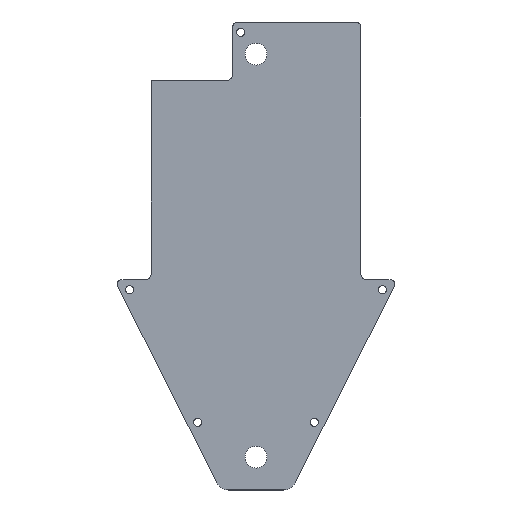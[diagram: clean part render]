
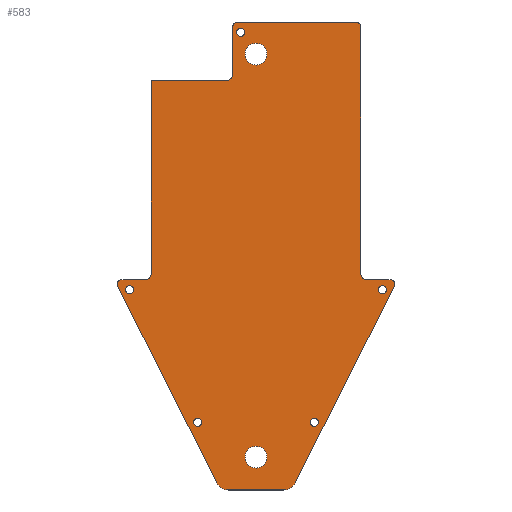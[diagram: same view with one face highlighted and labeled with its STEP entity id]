
A CAD part, top view. The second image highlights one B-rep face of the part: STEP entity #583.
In plain terms, the highlighted planar face has unit normal (0, 0, 1).
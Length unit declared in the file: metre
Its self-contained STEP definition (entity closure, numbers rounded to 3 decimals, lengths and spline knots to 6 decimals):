
#45=LINE('',#921,#84);
#46=LINE('',#923,#85);
#51=LINE('',#933,#90);
#52=LINE('',#935,#91);
#59=LINE('',#953,#98);
#62=LINE('',#963,#101);
#63=LINE('',#965,#102);
#66=LINE('',#971,#105);
#67=LINE('',#973,#106);
#69=LINE('',#977,#108);
#84=VECTOR('',#731,1.);
#85=VECTOR('',#734,1.);
#90=VECTOR('',#741,1.);
#91=VECTOR('',#744,1.);
#98=VECTOR('',#761,1.);
#101=VECTOR('',#774,1.);
#102=VECTOR('',#777,1.);
#105=VECTOR('',#782,1.);
#106=VECTOR('',#785,1.);
#108=VECTOR('',#789,1.);
#213=ORIENTED_EDGE('',*,*,#327,.F.);
#214=ORIENTED_EDGE('',*,*,#328,.F.);
#215=ORIENTED_EDGE('',*,*,#329,.F.);
#216=ORIENTED_EDGE('',*,*,#330,.F.);
#217=ORIENTED_EDGE('',*,*,#331,.F.);
#218=ORIENTED_EDGE('',*,*,#332,.T.);
#219=ORIENTED_EDGE('',*,*,#333,.T.);
#220=ORIENTED_EDGE('',*,*,#316,.T.);
#221=ORIENTED_EDGE('',*,*,#312,.T.);
#222=ORIENTED_EDGE('',*,*,#325,.T.);
#223=ORIENTED_EDGE('',*,*,#319,.F.);
#224=ORIENTED_EDGE('',*,*,#324,.F.);
#225=ORIENTED_EDGE('',*,*,#297,.T.);
#226=ORIENTED_EDGE('',*,*,#309,.F.);
#227=ORIENTED_EDGE('',*,*,#307,.T.);
#228=ORIENTED_EDGE('',*,*,#308,.T.);
#229=ORIENTED_EDGE('',*,*,#292,.F.);
#230=ORIENTED_EDGE('',*,*,#326,.F.);
#231=ORIENTED_EDGE('',*,*,#317,.F.);
#232=ORIENTED_EDGE('',*,*,#304,.T.);
#233=ORIENTED_EDGE('',*,*,#313,.F.);
#234=ORIENTED_EDGE('',*,*,#322,.F.);
#235=ORIENTED_EDGE('',*,*,#291,.T.);
#236=ORIENTED_EDGE('',*,*,#301,.F.);
#237=ORIENTED_EDGE('',*,*,#298,.F.);
#238=ORIENTED_EDGE('',*,*,#323,.T.);
#291=EDGE_CURVE('',#365,#366,#45,.T.);
#292=EDGE_CURVE('',#367,#368,#46,.T.);
#297=EDGE_CURVE('',#369,#370,#51,.T.);
#298=EDGE_CURVE('',#371,#372,#52,.T.);
#301=EDGE_CURVE('',#372,#366,#412,.T.);
#304=EDGE_CURVE('',#373,#374,#413,.T.);
#307=EDGE_CURVE('',#375,#376,#59,.T.);
#308=EDGE_CURVE('',#376,#368,#414,.F.);
#309=EDGE_CURVE('',#375,#370,#415,.T.);
#312=EDGE_CURVE('',#377,#378,#62,.T.);
#313=EDGE_CURVE('',#379,#374,#63,.T.);
#316=EDGE_CURVE('',#380,#377,#66,.T.);
#317=EDGE_CURVE('',#373,#381,#67,.T.);
#319=EDGE_CURVE('',#382,#383,#69,.T.);
#322=EDGE_CURVE('',#365,#379,#416,.T.);
#323=EDGE_CURVE('',#371,#380,#417,.T.);
#324=EDGE_CURVE('',#369,#382,#418,.T.);
#325=EDGE_CURVE('',#378,#383,#419,.T.);
#326=EDGE_CURVE('',#381,#367,#420,.T.);
#327=EDGE_CURVE('',#384,#384,#421,.F.);
#328=EDGE_CURVE('',#385,#385,#422,.F.);
#329=EDGE_CURVE('',#386,#386,#423,.F.);
#330=EDGE_CURVE('',#387,#387,#424,.F.);
#331=EDGE_CURVE('',#388,#388,#425,.F.);
#332=EDGE_CURVE('',#389,#389,#426,.T.);
#333=EDGE_CURVE('',#390,#390,#427,.T.);
#365=VERTEX_POINT('',#918);
#366=VERTEX_POINT('',#920);
#367=VERTEX_POINT('',#924);
#368=VERTEX_POINT('',#925);
#369=VERTEX_POINT('',#930);
#370=VERTEX_POINT('',#932);
#371=VERTEX_POINT('',#936);
#372=VERTEX_POINT('',#937);
#373=VERTEX_POINT('',#944);
#374=VERTEX_POINT('',#946);
#375=VERTEX_POINT('',#950);
#376=VERTEX_POINT('',#952);
#377=VERTEX_POINT('',#960);
#378=VERTEX_POINT('',#962);
#379=VERTEX_POINT('',#966);
#380=VERTEX_POINT('',#970);
#381=VERTEX_POINT('',#974);
#382=VERTEX_POINT('',#978);
#383=VERTEX_POINT('',#979);
#384=VERTEX_POINT('',#994);
#385=VERTEX_POINT('',#996);
#386=VERTEX_POINT('',#998);
#387=VERTEX_POINT('',#1000);
#388=VERTEX_POINT('',#1002);
#389=VERTEX_POINT('',#1004);
#390=VERTEX_POINT('',#1006);
#412=CIRCLE('',#633,0.00175);
#413=CIRCLE('',#635,0.00225);
#414=CIRCLE('',#638,0.00475);
#415=CIRCLE('',#640,0.00475);
#416=CIRCLE('',#647,0.00175);
#417=CIRCLE('',#649,0.00225);
#418=CIRCLE('',#651,0.00175);
#419=CIRCLE('',#653,0.00225);
#420=CIRCLE('',#655,0.00175);
#421=CIRCLE('',#657,0.0015);
#422=CIRCLE('',#658,0.0015);
#423=CIRCLE('',#659,0.0015);
#424=CIRCLE('',#660,0.0015);
#425=CIRCLE('',#661,0.0015);
#426=CIRCLE('',#662,0.004);
#427=CIRCLE('',#663,0.004);
#460=EDGE_LOOP('',(#213));
#461=EDGE_LOOP('',(#214));
#462=EDGE_LOOP('',(#215));
#463=EDGE_LOOP('',(#216));
#464=EDGE_LOOP('',(#217));
#465=EDGE_LOOP('',(#218));
#466=EDGE_LOOP('',(#219));
#467=EDGE_LOOP('',(#220,#221,#222,#223,#224,#225,#226,#227,#228,#229,#230,
#231,#232,#233,#234,#235,#236,#237,#238));
#519=FACE_BOUND('',#460,.T.);
#520=FACE_BOUND('',#461,.T.);
#521=FACE_BOUND('',#462,.T.);
#522=FACE_BOUND('',#463,.T.);
#523=FACE_BOUND('',#464,.T.);
#524=FACE_BOUND('',#465,.T.);
#525=FACE_BOUND('',#466,.T.);
#526=FACE_BOUND('',#467,.T.);
#562=PLANE('',#656);
#583=ADVANCED_FACE('',(#519,#520,#521,#522,#523,#524,#525,#526),#562,.F.);
#633=AXIS2_PLACEMENT_3D('',#941,#749,#750);
#635=AXIS2_PLACEMENT_3D('',#947,#755,#756);
#638=AXIS2_PLACEMENT_3D('',#955,#764,#765);
#640=AXIS2_PLACEMENT_3D('',#957,#768,#769);
#647=AXIS2_PLACEMENT_3D('',#983,#794,#795);
#649=AXIS2_PLACEMENT_3D('',#985,#798,#799);
#651=AXIS2_PLACEMENT_3D('',#987,#802,#803);
#653=AXIS2_PLACEMENT_3D('',#989,#806,#807);
#655=AXIS2_PLACEMENT_3D('',#991,#810,#811);
#656=AXIS2_PLACEMENT_3D('',#992,#812,#813);
#657=AXIS2_PLACEMENT_3D('',#993,#814,#815);
#658=AXIS2_PLACEMENT_3D('',#995,#816,#817);
#659=AXIS2_PLACEMENT_3D('',#997,#818,#819);
#660=AXIS2_PLACEMENT_3D('',#999,#820,#821);
#661=AXIS2_PLACEMENT_3D('',#1001,#822,#823);
#662=AXIS2_PLACEMENT_3D('',#1003,#824,#825);
#663=AXIS2_PLACEMENT_3D('',#1005,#826,#827);
#731=DIRECTION('',(-1.,0.,0.));
#734=DIRECTION('',(-0.451,-0.893,0.));
#741=DIRECTION('',(0.451,-0.893,0.));
#744=DIRECTION('',(0.,1.,0.));
#749=DIRECTION('',(0.,0.,-1.));
#750=DIRECTION('',(-1.,0.,0.));
#755=DIRECTION('',(0.,0.,-1.));
#756=DIRECTION('',(-1.,0.,0.));
#761=DIRECTION('',(1.,0.,0.));
#764=DIRECTION('',(0.,0.,-1.));
#765=DIRECTION('',(-1.,0.,0.));
#768=DIRECTION('',(0.,0.,-1.));
#769=DIRECTION('',(-1.,0.,0.));
#774=DIRECTION('',(0.,-1.,0.));
#777=DIRECTION('',(0.,-1.,0.));
#782=DIRECTION('',(-1.,0.,0.));
#785=DIRECTION('',(1.,0.,0.));
#789=DIRECTION('',(1.,0.,0.));
#794=DIRECTION('',(0.,0.,-1.));
#795=DIRECTION('',(-1.,0.,0.));
#798=DIRECTION('',(0.,0.,-1.));
#799=DIRECTION('',(-1.,0.,0.));
#802=DIRECTION('',(0.,0.,-1.));
#803=DIRECTION('',(-1.,0.,0.));
#806=DIRECTION('',(0.,0.,-1.));
#807=DIRECTION('',(-1.,0.,0.));
#810=DIRECTION('',(0.,0.,-1.));
#811=DIRECTION('',(-1.,0.,0.));
#812=DIRECTION('',(0.,0.,-1.));
#813=DIRECTION('',(1.,0.,0.));
#814=DIRECTION('',(0.,0.,-1.));
#815=DIRECTION('',(-1.,0.,0.));
#816=DIRECTION('',(0.,0.,-1.));
#817=DIRECTION('',(-1.,0.,0.));
#818=DIRECTION('',(0.,0.,-1.));
#819=DIRECTION('',(-1.,0.,0.));
#820=DIRECTION('',(0.,0.,-1.));
#821=DIRECTION('',(-1.,0.,0.));
#822=DIRECTION('',(0.,0.,-1.));
#823=DIRECTION('',(-1.,0.,0.));
#824=DIRECTION('',(0.,0.,-1.));
#825=DIRECTION('',(-1.,0.,0.));
#826=DIRECTION('',(0.,0.,-1.));
#827=DIRECTION('',(-1.,0.,0.));
#918=CARTESIAN_POINT('',(0.036493,0.067084,-0.0225));
#920=CARTESIAN_POINT('',(-0.00675,0.067084,-0.0225));
#921=CARTESIAN_POINT('',(0.,0.067084,-0.0225));
#923=CARTESIAN_POINT('',(0.075802,0.020538,-0.0225));
#924=CARTESIAN_POINT('',(0.050526,-0.02955,-0.0225));
#925=CARTESIAN_POINT('',(0.014317,-0.101306,-0.0225));
#930=CARTESIAN_POINT('',(-0.050526,-0.02955,-0.0225));
#932=CARTESIAN_POINT('',(-0.014317,-0.101306,-0.0225));
#933=CARTESIAN_POINT('',(-0.075802,0.020538,-0.0225));
#935=CARTESIAN_POINT('',(-0.0085,0.05879,-0.0225));
#936=CARTESIAN_POINT('',(-0.0085,0.048,-0.0225));
#937=CARTESIAN_POINT('',(-0.0085,0.065334,-0.0225));
#941=CARTESIAN_POINT('',(-0.00675,0.065334,-0.0225));
#944=CARTESIAN_POINT('',(0.040493,-0.027012,-0.0225));
#946=CARTESIAN_POINT('',(0.038243,-0.024762,-0.0225));
#947=CARTESIAN_POINT('',(0.040493,-0.024762,-0.0225));
#950=CARTESIAN_POINT('',(-0.010076,-0.103916,-0.0225));
#952=CARTESIAN_POINT('',(0.010076,-0.103916,-0.0225));
#953=CARTESIAN_POINT('',(0.,-0.103916,-0.0225));
#955=CARTESIAN_POINT('',(0.010076,-0.099166,-0.0225));
#957=CARTESIAN_POINT('',(-0.010076,-0.099166,-0.0225));
#960=CARTESIAN_POINT('',(-0.038243,0.04575,-0.0225));
#962=CARTESIAN_POINT('',(-0.038243,-0.024762,-0.0225));
#963=CARTESIAN_POINT('',(-0.038243,0.05879,-0.0225));
#965=CARTESIAN_POINT('',(0.038243,0.05879,-0.0225));
#966=CARTESIAN_POINT('',(0.038243,0.065334,-0.0225));
#970=CARTESIAN_POINT('',(-0.01075,0.04575,-0.0225));
#971=CARTESIAN_POINT('',(0.,0.04575,-0.0225));
#973=CARTESIAN_POINT('',(0.,-0.027012,-0.0225));
#974=CARTESIAN_POINT('',(0.048964,-0.027012,-0.0225));
#977=CARTESIAN_POINT('',(0.,-0.027012,-0.0225));
#978=CARTESIAN_POINT('',(-0.048964,-0.027012,-0.0225));
#979=CARTESIAN_POINT('',(-0.040493,-0.027012,-0.0225));
#983=CARTESIAN_POINT('',(0.036493,0.065334,-0.0225));
#985=CARTESIAN_POINT('',(-0.01075,0.048,-0.0225));
#987=CARTESIAN_POINT('',(-0.048964,-0.028762,-0.0225));
#989=CARTESIAN_POINT('',(-0.040493,-0.024762,-0.0225));
#991=CARTESIAN_POINT('',(0.048964,-0.028762,-0.0225));
#992=CARTESIAN_POINT('',(0.,0.05879,-0.0225));
#993=CARTESIAN_POINT('',(0.046195,-0.030762,-0.0225));
#994=CARTESIAN_POINT('',(0.044695,-0.030762,-0.0225));
#995=CARTESIAN_POINT('',(0.021289,-0.079166,-0.0225));
#996=CARTESIAN_POINT('',(0.019789,-0.079166,-0.0225));
#997=CARTESIAN_POINT('',(-0.005561,0.063334,-0.0225));
#998=CARTESIAN_POINT('',(-0.007061,0.063334,-0.0225));
#999=CARTESIAN_POINT('',(-0.021289,-0.079166,-0.0225));
#1000=CARTESIAN_POINT('',(-0.022789,-0.079166,-0.0225));
#1001=CARTESIAN_POINT('',(-0.046195,-0.030762,-0.0225));
#1002=CARTESIAN_POINT('',(-0.047695,-0.030762,-0.0225));
#1003=CARTESIAN_POINT('',(0.,-0.091916,-0.0225));
#1004=CARTESIAN_POINT('',(-0.004,-0.091916,-0.0225));
#1005=CARTESIAN_POINT('',(0.,0.055334,-0.0225));
#1006=CARTESIAN_POINT('',(-0.004,0.055334,-0.0225));
